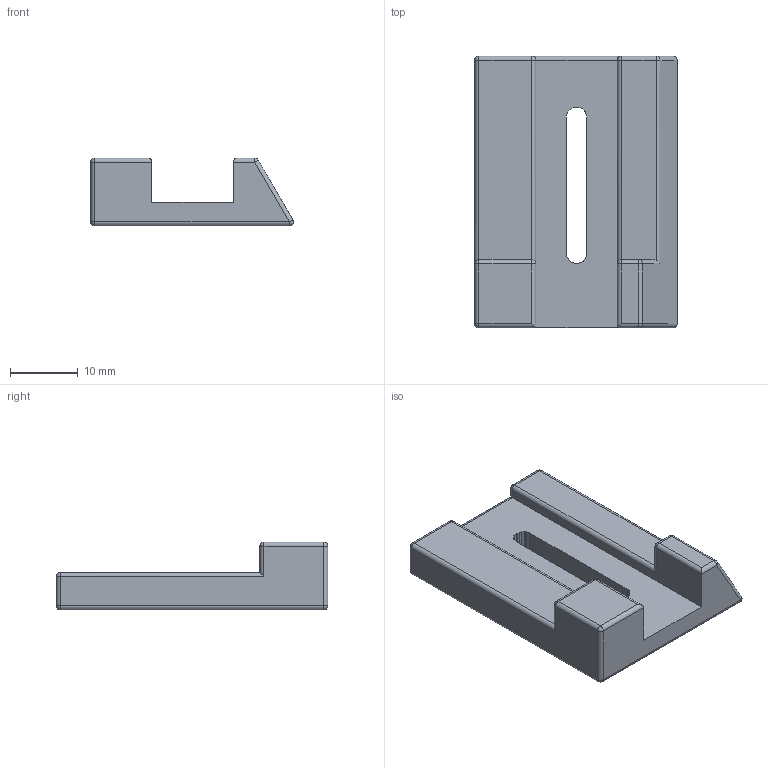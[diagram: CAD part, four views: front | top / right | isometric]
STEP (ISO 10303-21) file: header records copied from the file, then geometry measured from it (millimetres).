
FILE_DESCRIPTION(/* description */ ('STEP AP242','CAx-IF Rec.Pracs.---Representation and Presentation of Product Manufacturing Information (PMI)---4.0---2014-10-13','CAx-IF Rec.Pracs.---3D Tessellated Geometry---0.4---2014-09-14','2;1'),/* implementation_level */ '2;1');
FILE_NAME(/* name */ '6327243a38a863356d52d364',/* time_stamp */ '2022-09-18T13:59:23+00:00',/* author */ (''),/* organization */ (''),/* preprocessor_version */ 'ST-DEVELOPER v18.102',/* originating_system */ ' ',/* authorisation */ ' ');
FILE_SCHEMA (('AP242_MANAGED_MODEL_BASED_3D_ENGINEERING_MIM_LF { 1 0 10303 442 1 1 4 }'));
Length unit declared in the file: metre
Products named in the file (1): mgn12_Y_FR
Bounding box: 29.84 x 40 x 10 mm (x, y, z)
Volume: 5686.2 mm3; surface area: 3430.3 mm2
Topology: 1 solids, 1 shells, 160 faces, 424 edges, 257 vertices
Faces by surface type: plane 89, cylinder 29, bspline 28, sphere 14
Entity records: 4873 total; most frequent: CARTESIAN_POINT 1142, ORIENTED_EDGE 820, DIRECTION 669, EDGE_CURVE 410, LINE 301, VECTOR 301, VERTEX_POINT 257, AXIS2_PLACEMENT_3D 184
